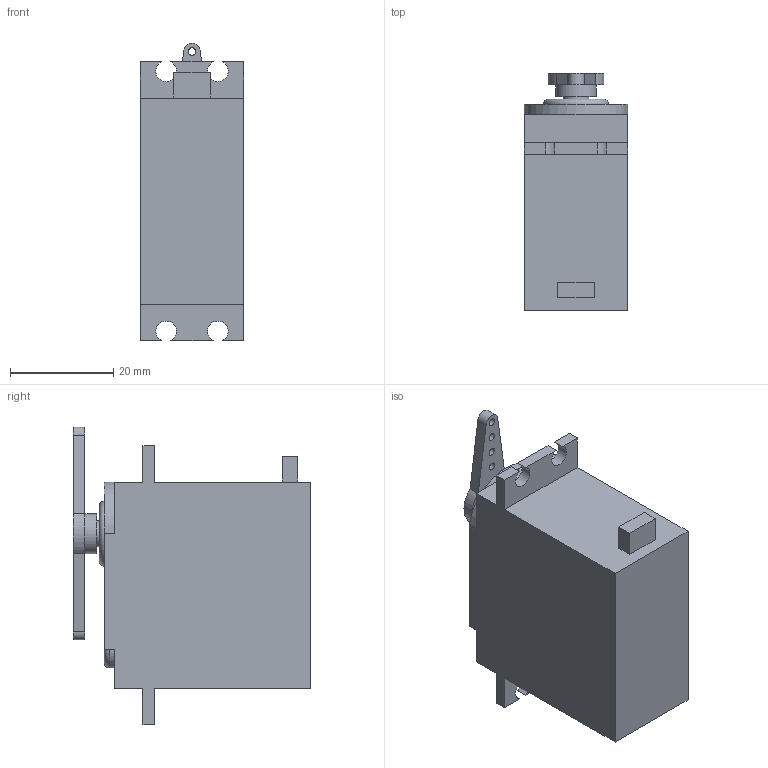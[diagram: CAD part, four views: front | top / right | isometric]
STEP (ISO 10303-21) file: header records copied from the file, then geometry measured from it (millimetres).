
FILE_DESCRIPTION(/* description */ (''),/* implementation_level */ '2;1');
FILE_NAME(/* name */ 'servo Assem v2.step',/* time_stamp */ '2022-05-10T23:13:56-05:00',/* author */ (''),/* organization */ (''),/* preprocessor_version */ 'ST-DEVELOPER v18.1',/* originating_system */ 'Autodesk Translation Framework v10.14.0.1471',/* authorisation */ '');
FILE_SCHEMA (('AUTOMOTIVE_DESIGN { 1 0 10303 214 3 1 1 }'));
Length unit declared in the file: centimetre
Products named in the file (3): servo Assem; servo strong junk 2; servo strong junk 1
Assembly tree (2 placements, depth 2):
  servo Assem
    servo strong junk 2
    servo strong junk 1
Bounding box: 20 x 46 x 57.6 mm (x, y, z)
Volume: 32970.6 mm3; surface area: 8048.4 mm2
Topology: 2 solids, 2 shells, 68 faces, 167 edges, 111 vertices
Faces by surface type: plane 41, cylinder 25, torus 2
Full cylindrical faces by diameter (mm): 1.5 x8, 2.5 x1, 4.017 x1, 5 x2, 6 x1, 7.6 x1, 7.759 x1
Entity records: 2167 total; most frequent: DIRECTION 370, CARTESIAN_POINT 351, ORIENTED_EDGE 334, EDGE_CURVE 167, AXIS2_PLACEMENT_3D 130, VERTEX_POINT 111, LINE 110, VECTOR 110
